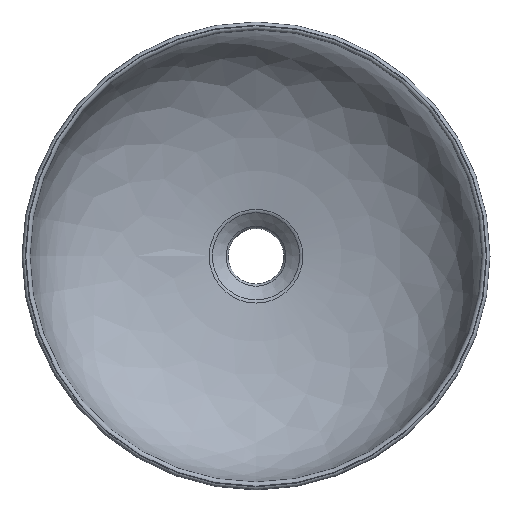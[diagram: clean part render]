
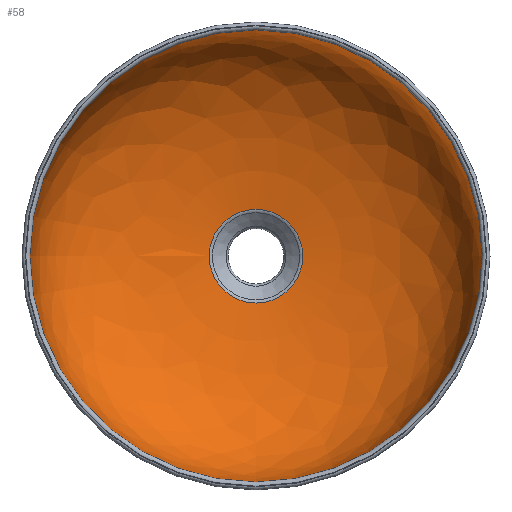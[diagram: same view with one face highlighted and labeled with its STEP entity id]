
A CAD part, top view. The second image highlights one B-rep face of the part: STEP entity #58.
In plain terms, the highlighted face is a revolution surface.
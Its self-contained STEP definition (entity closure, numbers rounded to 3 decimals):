
#51=SURFACE_OF_REVOLUTION('',#55,#53);
#53=AXIS1_PLACEMENT('',#273,#213);
#55=B_SPLINE_CURVE_WITH_KNOTS('',3,(#259,#260,#261,#262,#263,#264,#265,
#266,#267,#268,#269,#270,#271,#272),.UNSPECIFIED.,.F.,.F.,(4,1,1,1,1,1,
1,1,1,1,1,4),(0.,0.125,0.281,0.344,0.438,0.5,0.563,0.656,0.719,
0.781,0.875,1.),.UNSPECIFIED.);
#58=ADVANCED_FACE('',(#72,#73),#51,.T.);
#72=FACE_BOUND('',#96,.T.);
#73=FACE_BOUND('',#97,.T.);
#96=EDGE_LOOP('',(#120));
#97=EDGE_LOOP('',(#121));
#120=ORIENTED_EDGE('',*,*,#156,.T.);
#121=ORIENTED_EDGE('',*,*,#157,.T.);
#144=VERTEX_POINT('',#256);
#145=VERTEX_POINT('',#258);
#156=EDGE_CURVE('',#144,#144,#168,.T.);
#157=EDGE_CURVE('',#145,#145,#169,.T.);
#168=CIRCLE('',#182,37.906);
#169=CIRCLE('',#183,183.158);
#182=AXIS2_PLACEMENT_3D('',#255,#209,#210);
#183=AXIS2_PLACEMENT_3D('',#257,#211,#212);
#209=DIRECTION('',(0.,0.,-1.));
#210=DIRECTION('',(-1.,0.,0.));
#211=DIRECTION('',(0.,0.,1.));
#212=DIRECTION('',(-1.,0.,0.));
#213=DIRECTION('',(0.,0.,-1.));
#255=CARTESIAN_POINT('',(0.,0.,-114.278));
#256=CARTESIAN_POINT('',(-37.906,0.,-114.278));
#257=CARTESIAN_POINT('',(0.,0.,-2.966));
#258=CARTESIAN_POINT('',(-183.158,0.,-2.966));
#259=CARTESIAN_POINT('',(0.,-36.459,-114.464));
#260=CARTESIAN_POINT('',(0.,-45.606,-113.299));
#261=CARTESIAN_POINT('',(0.,-65.764,-110.256));
#262=CARTESIAN_POINT('',(0.,-88.514,-105.342));
#263=CARTESIAN_POINT('',(0.,-106.063,-100.215));
#264=CARTESIAN_POINT('',(0.,-121.379,-94.706));
#265=CARTESIAN_POINT('',(0.,-134.604,-88.333));
#266=CARTESIAN_POINT('',(0.,-146.429,-80.507));
#267=CARTESIAN_POINT('',(0.,-158.195,-70.376));
#268=CARTESIAN_POINT('',(0.,-168.379,-56.873));
#269=CARTESIAN_POINT('',(0.,-175.241,-42.767));
#270=CARTESIAN_POINT('',(0.,-179.435,-28.932));
#271=CARTESIAN_POINT('',(0.,-181.867,-14.428));
#272=CARTESIAN_POINT('',(0.,-183.5,0.));
#273=CARTESIAN_POINT('',(0.,0.,-114.464));
